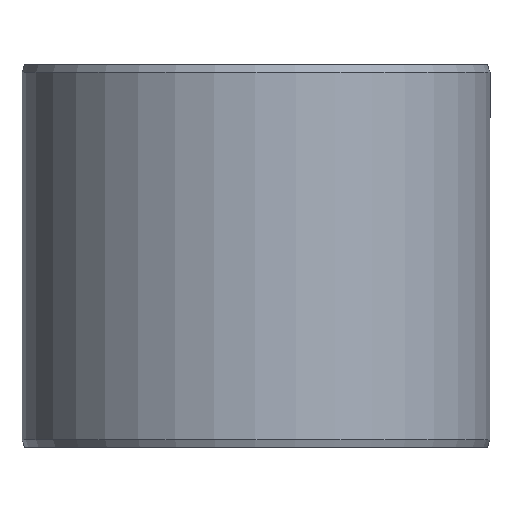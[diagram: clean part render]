
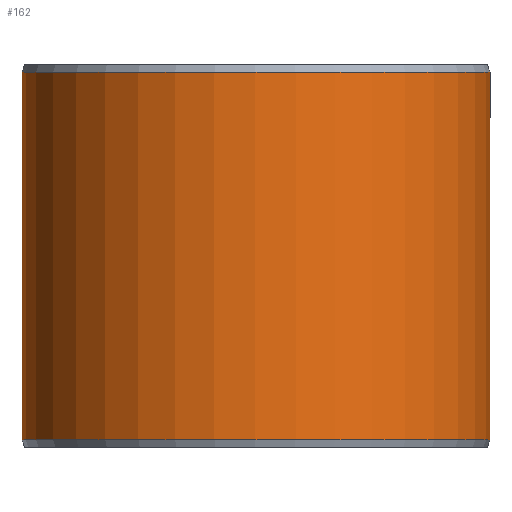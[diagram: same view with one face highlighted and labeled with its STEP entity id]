
A CAD part, front view. The second image highlights one B-rep face of the part: STEP entity #162.
In plain terms, the highlighted cylindrical face has radius 55 mm (diameter 110 mm), a partial arc.
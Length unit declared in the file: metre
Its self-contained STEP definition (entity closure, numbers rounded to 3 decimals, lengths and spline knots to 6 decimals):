
#162=ADVANCED_FACE('',(#185,#186),#187,.T.);
#185=FACE_OUTER_BOUND('',#211,.T.);
#186=FACE_BOUND('',#212,.T.);
#187=CYLINDRICAL_SURFACE('',#213,0.055);
#211=EDGE_LOOP('',(#289,#290,#291,#292));
#212=EDGE_LOOP('',(#293));
#213=AXIS2_PLACEMENT_3D('',#294,#295,#296);
#289=ORIENTED_EDGE('',*,*,#314,.T.);
#290=ORIENTED_EDGE('',*,*,#323,.F.);
#291=ORIENTED_EDGE('',*,*,#309,.F.);
#292=ORIENTED_EDGE('',*,*,#324,.T.);
#293=ORIENTED_EDGE('',*,*,#327,.T.);
#294=CARTESIAN_POINT('',(0.,0.,0.0));
#295=DIRECTION('',(0.,0.0,-1.0));
#296=DIRECTION('',(-1.0,0.0,0.));
#309=EDGE_CURVE('',#341,#342,#343,.T.);
#314=EDGE_CURVE('',#351,#349,#352,.T.);
#323=EDGE_CURVE('',#342,#349,#365,.T.);
#324=EDGE_CURVE('',#341,#351,#366,.T.);
#327=EDGE_CURVE('',#370,#370,#371,.T.);
#341=VERTEX_POINT('',#389);
#342=VERTEX_POINT('',#390);
#343=CIRCLE('',#391,0.055);
#349=VERTEX_POINT('',#399);
#351=VERTEX_POINT('',#402);
#352=CIRCLE('',#403,0.055);
#365=LINE('',#422,#423);
#366=LINE('',#424,#425);
#370=VERTEX_POINT('',#503);
#371=B_SPLINE_CURVE_WITH_KNOTS('',3,(#504,#505,#506,#507,#508,#509,#510,#511,#512,#513,#514,#515,#516,#517,#518,#519,#520,#521,#522,#523,#524,#525,#526,#527,#528,#529,#530,#531,#532,#533,#534,#535,#536,#537,#538,#539,#540,#541,#542,#543,#544,#545,#546,#547,#548,#549,#550,#551,#552,#553,#554,#555,#556,#557,#558,#559,#560,#561,#562,#563,#564,#565,#566,#567,#568,#569,#570,#571,#572,#573,#574,#575,#576,#577),.UNSPECIFIED.,.T.,.F.,(2,2,2,2,2,2,2,2,2,2,2,2,2,2,2,2,2,2,2,2,2,2,2,2,2,2,2,2,2,2,2,2,2,2,2,2,2,2,2),(-0.000977,0.0,0.000977,0.001466,0.001955,0.002932,0.00391,0.004887,0.005864,0.006842,0.007819,0.008797,0.009774,0.010263,0.010751,0.011729,0.012706,0.013195,0.013684,0.014661,0.015639,0.016616,0.017593,0.018571,0.019548,0.020526,0.021503,0.02248,0.023458,0.024435,0.024924,0.025413,0.02639,0.027367,0.028345,0.029322,0.0303,0.031277,0.032254),.UNSPECIFIED.);
#389=CARTESIAN_POINT('',(0.00096,0.054992,0.0018));
#390=CARTESIAN_POINT('',(0.,0.055,0.0018));
#391=AXIS2_PLACEMENT_3D('',#591,#592,#593);
#399=CARTESIAN_POINT('',(0.,0.055,0.0882));
#402=CARTESIAN_POINT('',(0.00096,0.054992,0.0882));
#403=AXIS2_PLACEMENT_3D('',#600,#601,#602);
#422=CARTESIAN_POINT('',(0.,0.055,0.0018));
#423=VECTOR('',#615,1.0);
#424=CARTESIAN_POINT('',(0.00096,0.054992,0.0018));
#425=VECTOR('',#616,1.0);
#503=CARTESIAN_POINT('',(0.044374,-0.032496,0.045));
#504=CARTESIAN_POINT('',(0.044374,-0.032496,0.044669));
#505=CARTESIAN_POINT('',(0.044374,-0.032496,0.045331));
#506=CARTESIAN_POINT('',(0.044393,-0.032469,0.045655));
#507=CARTESIAN_POINT('',(0.044449,-0.032392,0.046135));
#508=CARTESIAN_POINT('',(0.044473,-0.03236,0.046293));
#509=CARTESIAN_POINT('',(0.044529,-0.032283,0.046608));
#510=CARTESIAN_POINT('',(0.044562,-0.032237,0.046764));
#511=CARTESIAN_POINT('',(0.044673,-0.032084,0.047218));
#512=CARTESIAN_POINT('',(0.044762,-0.031959,0.047505));
#513=CARTESIAN_POINT('',(0.044973,-0.031662,0.048048));
#514=CARTESIAN_POINT('',(0.045095,-0.031489,0.048305));
#515=CARTESIAN_POINT('',(0.045357,-0.031109,0.048766));
#516=CARTESIAN_POINT('',(0.0455,-0.030901,0.048973));
#517=CARTESIAN_POINT('',(0.045805,-0.030447,0.049339));
#518=CARTESIAN_POINT('',(0.045965,-0.030204,0.049494));
#519=CARTESIAN_POINT('',(0.046293,-0.029699,0.049743));
#520=CARTESIAN_POINT('',(0.046463,-0.029433,0.04984));
#521=CARTESIAN_POINT('',(0.046805,-0.028886,0.049968));
#522=CARTESIAN_POINT('',(0.046975,-0.028609,0.05));
#523=CARTESIAN_POINT('',(0.047311,-0.02805,0.05));
#524=CARTESIAN_POINT('',(0.047479,-0.027764,0.049968));
#525=CARTESIAN_POINT('',(0.0478,-0.027209,0.04984));
#526=CARTESIAN_POINT('',(0.047953,-0.026937,0.049746));
#527=CARTESIAN_POINT('',(0.048173,-0.02654,0.049558));
#528=CARTESIAN_POINT('',(0.048246,-0.026408,0.049487));
#529=CARTESIAN_POINT('',(0.048384,-0.026154,0.049332));
#530=CARTESIAN_POINT('',(0.048451,-0.02603,0.049248));
#531=CARTESIAN_POINT('',(0.048642,-0.025671,0.048977));
#532=CARTESIAN_POINT('',(0.04876,-0.025447,0.04877));
#533=CARTESIAN_POINT('',(0.048974,-0.025031,0.048304));
#534=CARTESIAN_POINT('',(0.049068,-0.024847,0.048051));
#535=CARTESIAN_POINT('',(0.04919,-0.024603,0.047645));
#536=CARTESIAN_POINT('',(0.049228,-0.024528,0.047506));
#537=CARTESIAN_POINT('',(0.049297,-0.024388,0.047216));
#538=CARTESIAN_POINT('',(0.049329,-0.024325,0.047066));
#539=CARTESIAN_POINT('',(0.049412,-0.024155,0.046612));
#540=CARTESIAN_POINT('',(0.049454,-0.024069,0.046301));
#541=CARTESIAN_POINT('',(0.04951,-0.023954,0.04566));
#542=CARTESIAN_POINT('',(0.049524,-0.023924,0.045328));
#543=CARTESIAN_POINT('',(0.049524,-0.023924,0.044675));
#544=CARTESIAN_POINT('',(0.04951,-0.023952,0.044351));
#545=CARTESIAN_POINT('',(0.049454,-0.024068,0.043706));
#546=CARTESIAN_POINT('',(0.049412,-0.024154,0.04339));
#547=CARTESIAN_POINT('',(0.049302,-0.024379,0.042788));
#548=CARTESIAN_POINT('',(0.049233,-0.024518,0.042497));
#549=CARTESIAN_POINT('',(0.049069,-0.024845,0.04195));
#550=CARTESIAN_POINT('',(0.048975,-0.02503,0.041699));
#551=CARTESIAN_POINT('',(0.048763,-0.02544,0.041237));
#552=CARTESIAN_POINT('',(0.048644,-0.025668,0.041026));
#553=CARTESIAN_POINT('',(0.048388,-0.026148,0.040663));
#554=CARTESIAN_POINT('',(0.048251,-0.0264,0.040509));
#555=CARTESIAN_POINT('',(0.047957,-0.026929,0.040257));
#556=CARTESIAN_POINT('',(0.047801,-0.027206,0.040161));
#557=CARTESIAN_POINT('',(0.047481,-0.02776,0.040033));
#558=CARTESIAN_POINT('',(0.047317,-0.02804,0.04));
#559=CARTESIAN_POINT('',(0.046977,-0.028606,0.04));
#560=CARTESIAN_POINT('',(0.046806,-0.028884,0.040032));
#561=CARTESIAN_POINT('',(0.046552,-0.02929,0.040127));
#562=CARTESIAN_POINT('',(0.046468,-0.029424,0.040166));
#563=CARTESIAN_POINT('',(0.046299,-0.029689,0.040261));
#564=CARTESIAN_POINT('',(0.046214,-0.029821,0.040317));
#565=CARTESIAN_POINT('',(0.045967,-0.030202,0.040505));
#566=CARTESIAN_POINT('',(0.045808,-0.030442,0.040658));
#567=CARTESIAN_POINT('',(0.045504,-0.030894,0.04102));
#568=CARTESIAN_POINT('',(0.045359,-0.031107,0.041231));
#569=CARTESIAN_POINT('',(0.045096,-0.031487,0.041692));
#570=CARTESIAN_POINT('',(0.044976,-0.031657,0.041943));
#571=CARTESIAN_POINT('',(0.044764,-0.031956,0.042489));
#572=CARTESIAN_POINT('',(0.044673,-0.032083,0.04278));
#573=CARTESIAN_POINT('',(0.044526,-0.032286,0.043382));
#574=CARTESIAN_POINT('',(0.04447,-0.032364,0.043696));
#575=CARTESIAN_POINT('',(0.044393,-0.032469,0.044343));
#576=CARTESIAN_POINT('',(0.044374,-0.032496,0.044669));
#577=CARTESIAN_POINT('',(0.044374,-0.032496,0.045331));
#591=CARTESIAN_POINT('',(0.,0.,0.0018));
#592=DIRECTION('',(0.,0.0,-1.0));
#593=DIRECTION('',(-1.0,0.0,0.));
#600=CARTESIAN_POINT('',(0.,0.,0.0882));
#601=DIRECTION('',(0.,0.0,-1.0));
#602=DIRECTION('',(-1.0,0.0,0.));
#615=DIRECTION('',(0.,0.0,1.0));
#616=DIRECTION('',(0.,0.,1.0));
